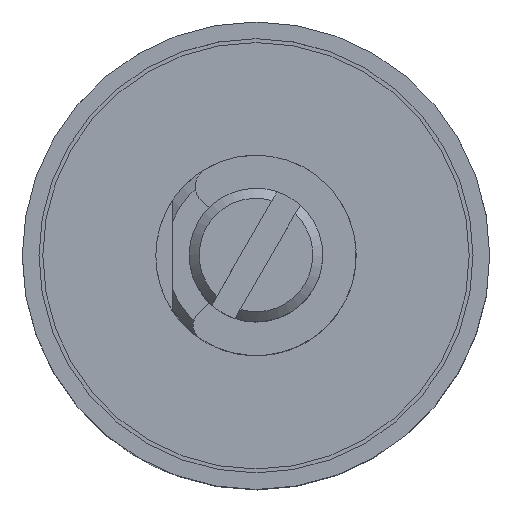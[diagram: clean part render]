
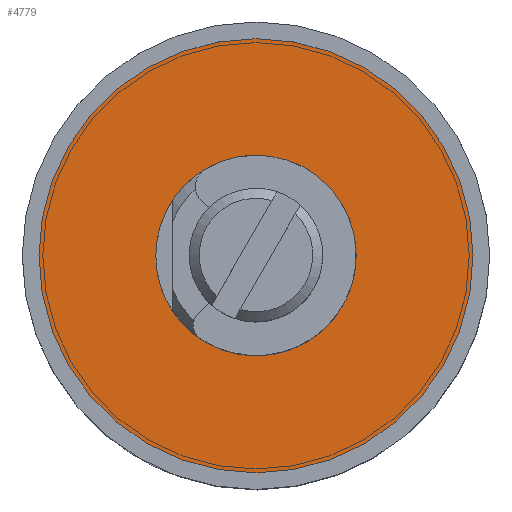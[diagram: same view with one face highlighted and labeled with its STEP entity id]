
A CAD part, top view. The second image highlights one B-rep face of the part: STEP entity #4779.
In plain terms, the highlighted planar face has unit normal (0, 0, 1).
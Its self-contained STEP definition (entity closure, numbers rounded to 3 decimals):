
#123 = DIRECTION ( 'NONE',  ( 0., 0., 1. ) ) ;
#224 = CIRCLE ( 'NONE', #8227, 6.5 ) ;
#832 = CARTESIAN_POINT ( 'NONE',  ( 0., 0., 0.5 ) ) ;
#1610 = EDGE_LOOP ( 'NONE', ( #3088 ) ) ;
#1773 = VERTEX_POINT ( 'NONE', #4920 ) ;
#1787 = DIRECTION ( 'NONE',  ( 1., 0., 0. ) ) ;
#2218 = EDGE_LOOP ( 'NONE', ( #5202 ) ) ;
#2403 = CIRCLE ( 'NONE', #4860, 3. ) ;
#2775 = EDGE_CURVE ( 'NONE', #1773, #1773, #2403, .T. ) ;
#3088 = ORIENTED_EDGE ( 'NONE', *, *, #6223, .T. ) ;
#3462 = DIRECTION ( 'NONE',  ( -1., 0., 0. ) ) ;
#3485 = DIRECTION ( 'NONE',  ( 0., 0., -1. ) ) ;
#3775 = CARTESIAN_POINT ( 'NONE',  ( 0., 0., 0.5 ) ) ;
#4538 = FACE_BOUND ( 'NONE', #2218, .T. ) ;
#4654 = CARTESIAN_POINT ( 'NONE',  ( 3., 0., 0.5 ) ) ;
#4679 = DIRECTION ( 'NONE',  ( 1., 0., 0. ) ) ;
#4779 = ADVANCED_FACE ( 'NONE', ( #4538, #6576 ), #6674, .T. ) ;
#4860 = AXIS2_PLACEMENT_3D ( 'NONE', #832, #3485, #3462 ) ;
#4920 = CARTESIAN_POINT ( 'NONE',  ( -3., 0., 0.5 ) ) ;
#5202 = ORIENTED_EDGE ( 'NONE', *, *, #2775, .T. ) ;
#6223 = EDGE_CURVE ( 'NONE', #8190, #8190, #224, .T. ) ;
#6512 = AXIS2_PLACEMENT_3D ( 'NONE', #4654, #123, #4679 ) ;
#6576 = FACE_OUTER_BOUND ( 'NONE', #1610, .T. ) ;
#6674 = PLANE ( 'NONE',  #6512 ) ;
#6803 = CARTESIAN_POINT ( 'NONE',  ( 6.5, 0., 0.5 ) ) ;
#8190 = VERTEX_POINT ( 'NONE', #6803 ) ;
#8227 = AXIS2_PLACEMENT_3D ( 'NONE', #3775, #8334, #1787 ) ;
#8334 = DIRECTION ( 'NONE',  ( 0., 0., 1. ) ) ;
